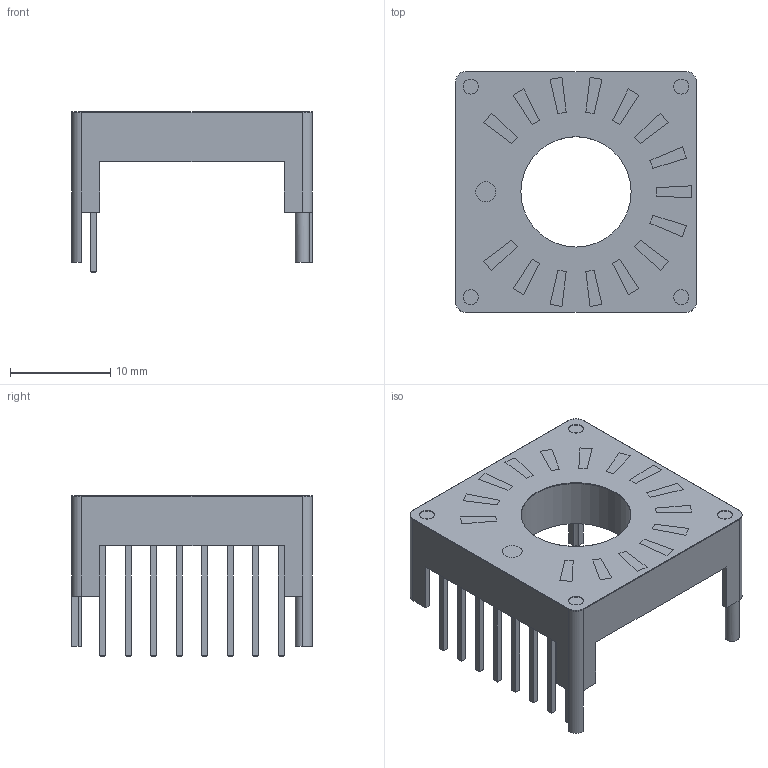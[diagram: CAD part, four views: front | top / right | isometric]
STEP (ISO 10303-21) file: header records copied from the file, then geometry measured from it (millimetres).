
FILE_DESCRIPTION(('FreeCAD Model'),'2;1');
FILE_NAME('Annular_LED_Ring.step','2019-10-16T10:31:26',('Author'),('') ,'Open CASCADE STEP processor 7.3','FreeCAD','Unknown');
FILE_SCHEMA(('AUTOMOTIVE_DESIGN { 1 0 10303 214 1 1 1 1 }'));
Length unit declared in the file: millimetre
Products named in the file (1): Annular_LED_Ring
Bounding box: 24 x 24 x 16 mm (x, y, z)
Volume: 2088.5 mm3; surface area: 2216.4 mm2
Topology: 9 solids, 9 shells, 161 faces, 384 edges, 262 vertices
Faces by surface type: plane 140, cylinder 21
Full cylindrical faces by diameter (mm): 1.4 x1, 1.5 x4, 11 x2, 12 x1
Entity records: 10719 total; most frequent: CARTESIAN_POINT 1707, DIRECTION 1446, LINE 999, VECTOR 999, ORIENTED_EDGE 768, PCURVE 768, DEFINITIONAL_REPRESENTATION 768, EDGE_CURVE 384
